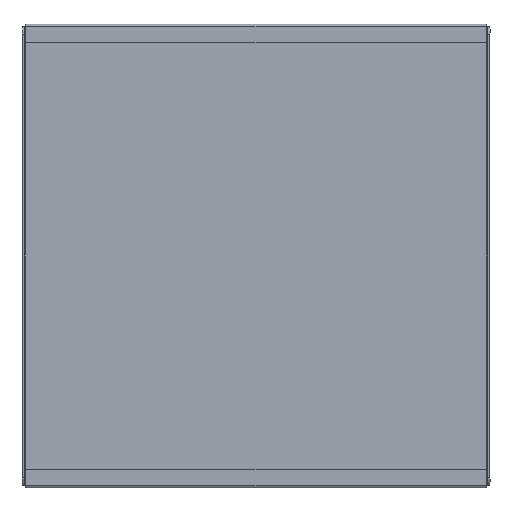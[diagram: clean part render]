
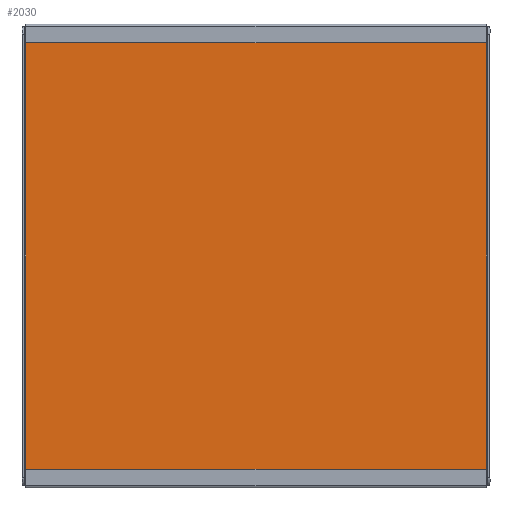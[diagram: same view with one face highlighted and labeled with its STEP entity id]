
A CAD part, front view. The second image highlights one B-rep face of the part: STEP entity #2030.
In plain terms, the highlighted planar face has unit normal (0, -1, 0).
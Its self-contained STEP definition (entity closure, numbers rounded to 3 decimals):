
#121 = ORIENTED_EDGE ( 'NONE', *, *, #2082, .F. ) ;
#125 = DIRECTION ( 'NONE',  ( 0., 0., -1. ) ) ;
#161 = VECTOR ( 'NONE', #3167, 1000. ) ;
#165 = LINE ( 'NONE', #2002, #3061 ) ;
#317 = ORIENTED_EDGE ( 'NONE', *, *, #2279, .F. ) ;
#398 = CARTESIAN_POINT ( 'NONE',  ( 150.5, -1.5, 150. ) ) ;
#456 = AXIS2_PLACEMENT_3D ( 'NONE', #2329, #2306, #125 ) ;
#529 = DIRECTION ( 'NONE',  ( 0., 0., 1. ) ) ;
#544 = CARTESIAN_POINT ( 'NONE',  ( -150.5, -1.5, -150. ) ) ;
#593 = CARTESIAN_POINT ( 'NONE',  ( -150.5, -1.5, -150. ) ) ;
#595 = PLANE ( 'NONE',  #456 ) ;
#650 = CARTESIAN_POINT ( 'NONE',  ( 150.5, -1.5, 150. ) ) ;
#687 = CARTESIAN_POINT ( 'NONE',  ( -150.5, -1.5, 150. ) ) ;
#840 = VECTOR ( 'NONE', #1826, 1000. ) ;
#1142 = ORIENTED_EDGE ( 'NONE', *, *, #2642, .F. ) ;
#1149 = LINE ( 'NONE', #593, #840 ) ;
#1366 = CARTESIAN_POINT ( 'NONE',  ( -150.5, -1.5, 150. ) ) ;
#1516 = EDGE_LOOP ( 'NONE', ( #2604, #121, #1142, #317 ) ) ;
#1663 = VERTEX_POINT ( 'NONE', #1366 ) ;
#1826 = DIRECTION ( 'NONE',  ( -1., 0., 0. ) ) ;
#1939 = LINE ( 'NONE', #398, #161 ) ;
#2002 = CARTESIAN_POINT ( 'NONE',  ( -150.5, -1.5, 150. ) ) ;
#2030 = ADVANCED_FACE ( 'NONE', ( #2094 ), #595, .T. ) ;
#2056 = VECTOR ( 'NONE', #3174, 1000. ) ;
#2082 = EDGE_CURVE ( 'NONE', #1663, #2750, #2168, .T. ) ;
#2094 = FACE_OUTER_BOUND ( 'NONE', #1516, .T. ) ;
#2168 = LINE ( 'NONE', #687, #2056 ) ;
#2213 = CARTESIAN_POINT ( 'NONE',  ( 150.5, -1.5, -150. ) ) ;
#2279 = EDGE_CURVE ( 'NONE', #3113, #3028, #1149, .T. ) ;
#2306 = DIRECTION ( 'NONE',  ( 0., -1., 0. ) ) ;
#2329 = CARTESIAN_POINT ( 'NONE',  ( 0., -1.5, 0. ) ) ;
#2604 = ORIENTED_EDGE ( 'NONE', *, *, #2922, .F. ) ;
#2642 = EDGE_CURVE ( 'NONE', #3028, #1663, #165, .T. ) ;
#2750 = VERTEX_POINT ( 'NONE', #650 ) ;
#2922 = EDGE_CURVE ( 'NONE', #2750, #3113, #1939, .T. ) ;
#3028 = VERTEX_POINT ( 'NONE', #544 ) ;
#3061 = VECTOR ( 'NONE', #529, 1000. ) ;
#3113 = VERTEX_POINT ( 'NONE', #2213 ) ;
#3167 = DIRECTION ( 'NONE',  ( 0., 0., -1. ) ) ;
#3174 = DIRECTION ( 'NONE',  ( 1., 0., 0. ) ) ;
